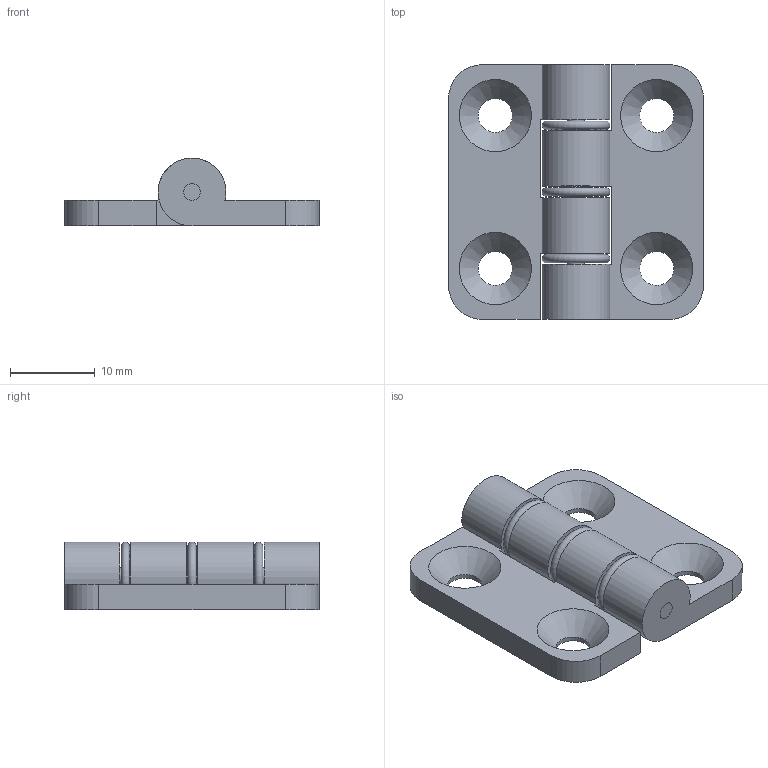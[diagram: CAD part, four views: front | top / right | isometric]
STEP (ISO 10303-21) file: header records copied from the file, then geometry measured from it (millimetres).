
FILE_DESCRIPTION(/* description */ (''),/* implementation_level */ '2;1');
FILE_NAME(/* name */ 'DR_HC3030.stp',/* time_stamp */ '2024-09-06T18:13:24+09:00',/* author */ ('user'),/* organization */ (''),/* preprocessor_version */ 'ST-DEVELOPER v15.6',/* originating_system */ 'Autodesk Inventor 2015',/* authorisation */ '');
FILE_SCHEMA (('AUTOMOTIVE_DESIGN { 1 0 10303 214 3 1 1 }'));
Length unit declared in the file: millimetre
Products named in the file (4): DR_HC3030-와셔; DR_HC3030; DR_HC3030-핀
Bounding box: 30 x 30 x 8 mm (x, y, z)
Volume: 3117.8 mm3; surface area: 3416.3 mm2
Topology: 6 solids, 6 shells, 55 faces, 129 edges, 86 vertices
Faces by surface type: plane 28, cylinder 20, cone 4, torus 3
Full cylindrical faces by diameter (mm): 2 x8, 4 x4
Entity records: 869 total; most frequent: DIRECTION 150, CARTESIAN_POINT 129, ORIENTED_EDGE 104, AXIS2_PLACEMENT_3D 61, EDGE_CURVE 52, EDGE_LOOP 46, VERTEX_POINT 40, LINE 28
